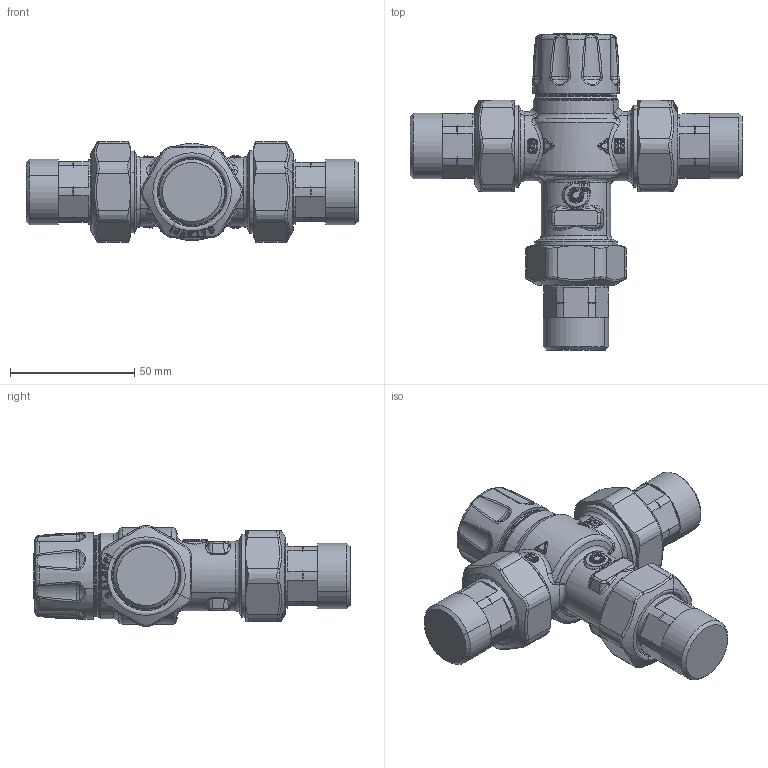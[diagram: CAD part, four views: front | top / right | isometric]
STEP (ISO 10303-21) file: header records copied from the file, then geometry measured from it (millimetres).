
FILE_DESCRIPTION(('CATIA V5 STEP Exchange','CAx-IF Rec.Pracs.--- Model Styling and Organization---1.5--- 2016-08-15','CAx-IF Rec.Pracs.---Supplemental Geometry---1.0---2011-11-01','CAx-IF Rec.Pracs.--- Composite Materials ---3.4---2017-06-13','CAx-IF Rec.Pracs.---Tessellated 3D Geometry---1.0---2015-12-17'),'2;1');
FILE_NAME('STEP_521713_-_TST.stp','2025-05-20T06:23:35+00:00',('none'),('none'),'CATIA Version 5-6 Release 2020 SP5','CATIA V5 STEP AP242 v2','none');
FILE_SCHEMA(('AP242_MANAGED_MODEL_BASED_3D_ENGINEERING_MIM_LF {1 0 10303 442 1 1 4}'));
Products named in the file (1): 521713 - TST
Bounding box: 133.5 x 127.1 x 40.67 mm (x, y, z)
Volume: 171791 mm3; surface area: 36535.7 mm2
Topology: 1 solids, 4 shells, 2398 faces, 5631 edges, 3046 vertices
Faces by surface type: bspline 1517, cylinder 257, sphere 211, cone 184, plane 181, torus 44, revolution 4
Entity records: 138363 total; most frequent: CARTESIAN_POINT 99612, ORIENTED_EDGE 10804, EDGE_CURVE 5402, B_SPLINE_CURVE_WITH_KNOTS 4096, VERTEX_POINT 3046, DIRECTION 2630, EDGE_LOOP 2432, ADVANCED_FACE 2398
